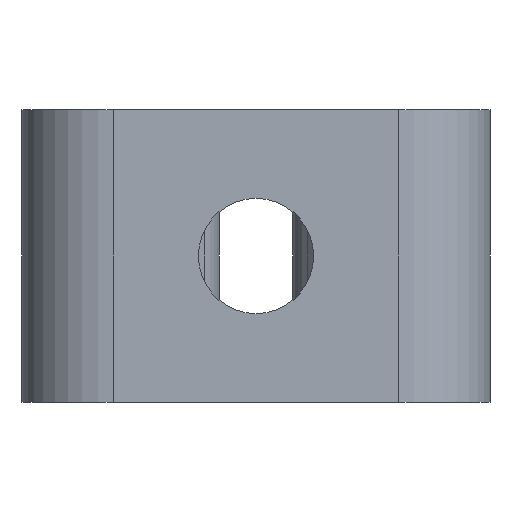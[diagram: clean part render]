
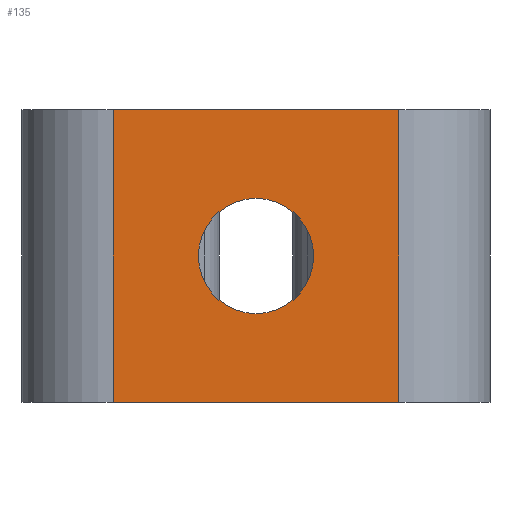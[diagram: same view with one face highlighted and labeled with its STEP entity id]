
A CAD part, front view. The second image highlights one B-rep face of the part: STEP entity #135.
In plain terms, the highlighted planar face has unit normal (0, -1, 0).
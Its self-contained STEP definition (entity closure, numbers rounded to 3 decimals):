
#44 = DIRECTION ( 'NONE',  ( 0., 1., 0. ) ) ;
#125 = DIRECTION ( 'NONE',  ( 0., -1., 0. ) ) ;
#135 = ADVANCED_FACE ( 'NONE', ( #947, #883 ), #544, .F. ) ;
#149 = CARTESIAN_POINT ( 'NONE',  ( -3.9, 0., -4. ) ) ;
#153 = CARTESIAN_POINT ( 'NONE',  ( 0., 0., 4. ) ) ;
#154 = CARTESIAN_POINT ( 'NONE',  ( 0., 0., -4. ) ) ;
#191 = VERTEX_POINT ( 'NONE', #550 ) ;
#192 = CARTESIAN_POINT ( 'NONE',  ( 3.9, 0., -4. ) ) ;
#196 = VECTOR ( 'NONE', #852, 1000. ) ;
#230 = LINE ( 'NONE', #790, #196 ) ;
#235 = DIRECTION ( 'NONE',  ( 0., 0., -1. ) ) ;
#301 = DIRECTION ( 'NONE',  ( -1., 0., 0. ) ) ;
#308 = EDGE_LOOP ( 'NONE', ( #1047, #1411 ) ) ;
#310 = EDGE_CURVE ( 'NONE', #191, #434, #1354, .T. ) ;
#434 = VERTEX_POINT ( 'NONE', #653 ) ;
#438 = EDGE_CURVE ( 'NONE', #1100, #719, #1256, .T. ) ;
#443 = VECTOR ( 'NONE', #301, 1000. ) ;
#445 = DIRECTION ( 'NONE',  ( 0., -1., 0. ) ) ;
#464 = VERTEX_POINT ( 'NONE', #149 ) ;
#544 = PLANE ( 'NONE',  #1457 ) ;
#550 = CARTESIAN_POINT ( 'NONE',  ( 0., 0., 1.575 ) ) ;
#552 = EDGE_LOOP ( 'NONE', ( #1164, #1229, #992, #1462 ) ) ;
#564 = CIRCLE ( 'NONE', #1474, 1.575 ) ;
#599 = LINE ( 'NONE', #154, #443 ) ;
#653 = CARTESIAN_POINT ( 'NONE',  ( 0., 0., -1.575 ) ) ;
#664 = DIRECTION ( 'NONE',  ( 0., 0., -1. ) ) ;
#699 = CARTESIAN_POINT ( 'NONE',  ( 0., 0., 0. ) ) ;
#719 = VERTEX_POINT ( 'NONE', #1443 ) ;
#765 = CARTESIAN_POINT ( 'NONE',  ( 3.9, 0., -4. ) ) ;
#775 = DIRECTION ( 'NONE',  ( -1., 0., 0. ) ) ;
#790 = CARTESIAN_POINT ( 'NONE',  ( -3.9, 0., -4. ) ) ;
#803 = EDGE_CURVE ( 'NONE', #464, #719, #230, .T. ) ;
#852 = DIRECTION ( 'NONE',  ( 0., 0., 1. ) ) ;
#883 = FACE_OUTER_BOUND ( 'NONE', #552, .T. ) ;
#938 = EDGE_CURVE ( 'NONE', #1316, #1100, #1458, .T. ) ;
#947 = FACE_BOUND ( 'NONE', #308, .T. ) ;
#992 = ORIENTED_EDGE ( 'NONE', *, *, #438, .T. ) ;
#1013 = CARTESIAN_POINT ( 'NONE',  ( 0., 0., -4. ) ) ;
#1047 = ORIENTED_EDGE ( 'NONE', *, *, #1367, .F. ) ;
#1053 = AXIS2_PLACEMENT_3D ( 'NONE', #699, #445, #664 ) ;
#1100 = VERTEX_POINT ( 'NONE', #1416 ) ;
#1107 = VECTOR ( 'NONE', #1196, 1000. ) ;
#1141 = VECTOR ( 'NONE', #1287, 1000. ) ;
#1164 = ORIENTED_EDGE ( 'NONE', *, *, #1341, .F. ) ;
#1196 = DIRECTION ( 'NONE',  ( -1., 0., 0. ) ) ;
#1229 = ORIENTED_EDGE ( 'NONE', *, *, #938, .T. ) ;
#1256 = LINE ( 'NONE', #153, #1107 ) ;
#1272 = CARTESIAN_POINT ( 'NONE',  ( 0., 0., 0. ) ) ;
#1287 = DIRECTION ( 'NONE',  ( 0., 0., 1. ) ) ;
#1316 = VERTEX_POINT ( 'NONE', #765 ) ;
#1341 = EDGE_CURVE ( 'NONE', #1316, #464, #599, .T. ) ;
#1354 = CIRCLE ( 'NONE', #1053, 1.575 ) ;
#1367 = EDGE_CURVE ( 'NONE', #434, #191, #564, .T. ) ;
#1411 = ORIENTED_EDGE ( 'NONE', *, *, #310, .F. ) ;
#1416 = CARTESIAN_POINT ( 'NONE',  ( 3.9, 0., 4. ) ) ;
#1443 = CARTESIAN_POINT ( 'NONE',  ( -3.9, 0., 4. ) ) ;
#1457 = AXIS2_PLACEMENT_3D ( 'NONE', #1013, #44, #775 ) ;
#1458 = LINE ( 'NONE', #192, #1141 ) ;
#1462 = ORIENTED_EDGE ( 'NONE', *, *, #803, .F. ) ;
#1474 = AXIS2_PLACEMENT_3D ( 'NONE', #1272, #125, #235 ) ;
